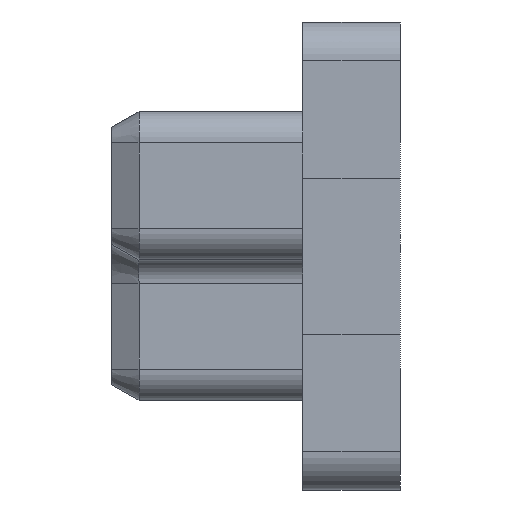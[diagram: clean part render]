
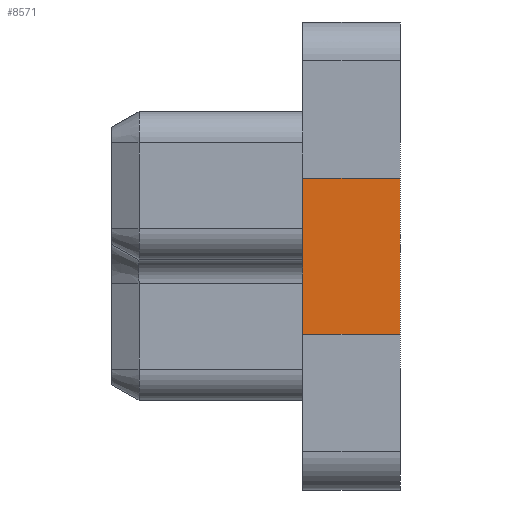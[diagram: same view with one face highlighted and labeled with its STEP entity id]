
A CAD part, left-side view. The second image highlights one B-rep face of the part: STEP entity #8571.
In plain terms, the highlighted planar face has unit normal (-1, 0, 0).
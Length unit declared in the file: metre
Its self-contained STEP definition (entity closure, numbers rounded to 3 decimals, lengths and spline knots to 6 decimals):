
#848=ORIENTED_EDGE('',*,*,#3113,.T.);
#849=ORIENTED_EDGE('',*,*,#3114,.F.);
#850=ORIENTED_EDGE('',*,*,#3115,.F.);
#851=ORIENTED_EDGE('',*,*,#3111,.F.);
#3111=EDGE_CURVE('',#4237,#4238,#5190,.T.);
#3113=EDGE_CURVE('',#4237,#4239,#5192,.T.);
#3114=EDGE_CURVE('',#4240,#4239,#5193,.T.);
#3115=EDGE_CURVE('',#4238,#4240,#5194,.T.);
#4237=VERTEX_POINT('',#12555);
#4238=VERTEX_POINT('',#12557);
#4239=VERTEX_POINT('',#12561);
#4240=VERTEX_POINT('',#12563);
#5190=LINE('',#12556,#6413);
#5192=LINE('',#12560,#6415);
#5193=LINE('',#12562,#6416);
#5194=LINE('',#12564,#6417);
#6413=VECTOR('',#10185,1.);
#6415=VECTOR('',#10189,1.);
#6416=VECTOR('',#10190,1.);
#6417=VECTOR('',#10191,1.);
#7293=EDGE_LOOP('',(#848,#849,#850,#851));
#7728=FACE_BOUND('',#7293,.T.);
#8155=PLANE('',#9028);
#8571=ADVANCED_FACE('',(#7728),#8155,.F.);
#9028=AXIS2_PLACEMENT_3D('',#12559,#10187,#10188);
#10185=DIRECTION('',(0.,-1.,0.));
#10187=DIRECTION('',(1.,0.,0.));
#10188=DIRECTION('',(0.,0.,-1.));
#10189=DIRECTION('',(0.,0.,-1.));
#10190=DIRECTION('',(0.,1.,0.));
#10191=DIRECTION('',(0.,0.,-1.));
#12555=CARTESIAN_POINT('',(-0.0147,0.0012,0.001));
#12556=CARTESIAN_POINT('',(-0.0147,0.0012,0.001));
#12557=CARTESIAN_POINT('',(-0.0147,-0.00005,0.001));
#12559=CARTESIAN_POINT('',(-0.0147,0.0007,0.));
#12560=CARTESIAN_POINT('',(-0.0147,0.0012,0.001));
#12561=CARTESIAN_POINT('',(-0.0147,0.0012,-0.001));
#12562=CARTESIAN_POINT('',(-0.0147,-0.00005,-0.001));
#12563=CARTESIAN_POINT('',(-0.0147,-0.00005,-0.001));
#12564=CARTESIAN_POINT('',(-0.0147,-0.00005,-0.00175));
